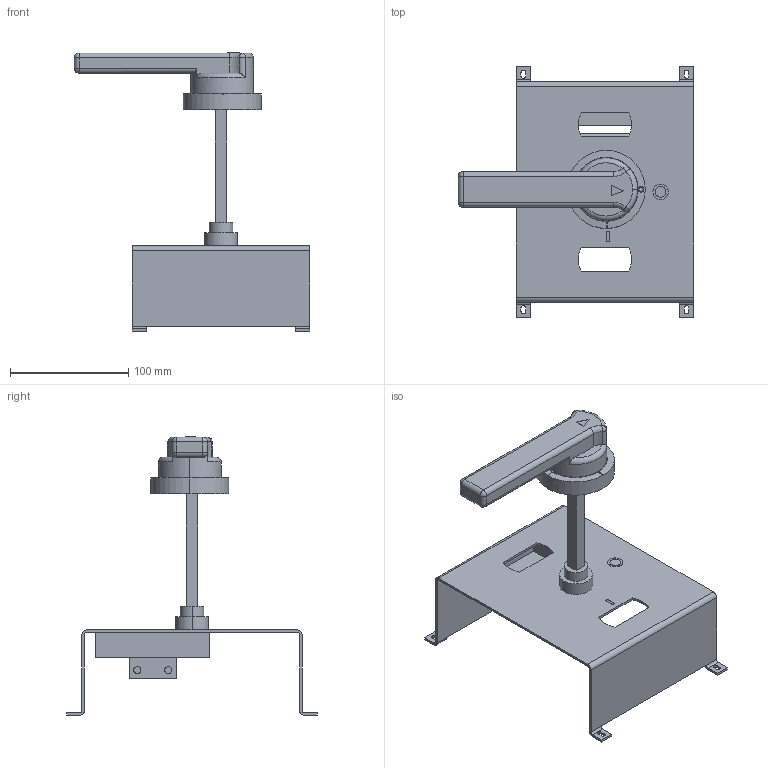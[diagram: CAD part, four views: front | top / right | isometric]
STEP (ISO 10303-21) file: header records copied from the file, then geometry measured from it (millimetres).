
FILE_DESCRIPTION (( 'STEP AP203' ), '1' );
FILE_NAME ('Ðó÷íîé ïîâîðîòíûé ïðèâîä ê ÂÀ-99Ì 400À.STEP', '2018-06-09T05:35:46', ( '' ), ( '' ), 'SwSTEP 2.0', 'SolidWorks 2017', '' );
FILE_SCHEMA (( 'CONFIG_CONTROL_DESIGN' ));
Length unit declared in the file: millimetre
Products named in the file (1): Ðó÷íîé ïîâîðîòíûé ïðèâîä ê ÂÀ-99Ì 400À
Bounding box: 199 x 212 x 235.2 mm (x, y, z)
Volume: 299298.4 mm3; surface area: 144624.2 mm2
Topology: 1 solids, 1 shells, 179 faces, 467 edges, 299 vertices
Faces by surface type: plane 96, cylinder 62, torus 6, sphere 6, cone 5, bspline 4
Entity records: 5805 total; most frequent: CARTESIAN_POINT 1274, DIRECTION 922, ORIENTED_EDGE 918, EDGE_CURVE 459, AXIS2_PLACEMENT_3D 313, VERTEX_POINT 297, VECTOR 296, LINE 296
